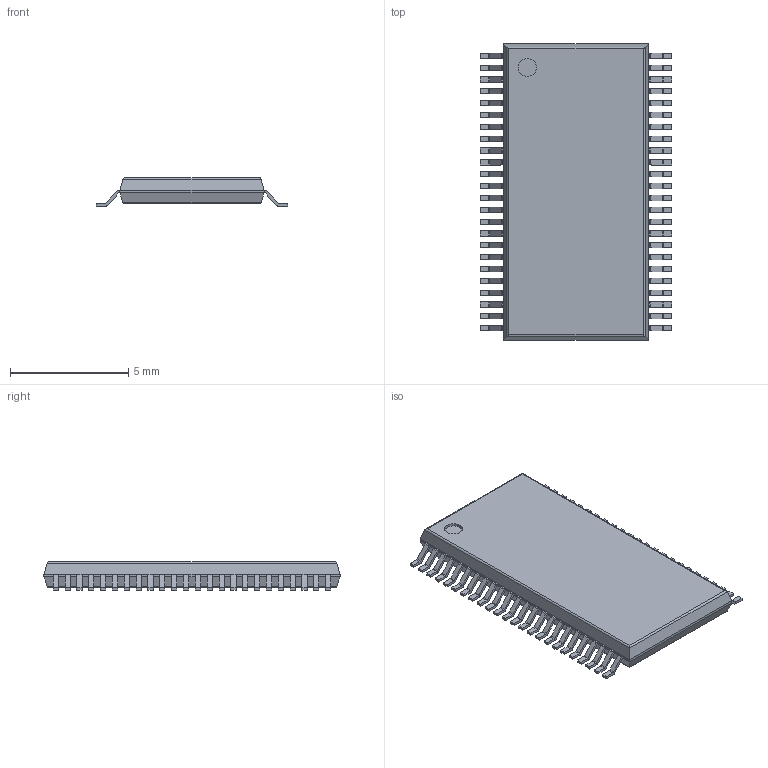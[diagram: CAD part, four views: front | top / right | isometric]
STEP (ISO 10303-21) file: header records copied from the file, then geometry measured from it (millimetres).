
FILE_DESCRIPTION(('FreeCAD Model'),'2;1');
FILE_NAME('1342478.1.1.stp','2020-08-14T05:17:18',( 'Author'),(''),'Open CASCADE STEP processor 6.9','FreeCAD','Unknown' );
FILE_SCHEMA(('AUTOMOTIVE_DESIGN { 1 0 10303 214 1 1 1 1 }'));
Length unit declared in the file: millimetre
Products named in the file (3): ASSEMBLY; Body; PinsArrayLR
Assembly tree (2 placements, depth 2):
  ASSEMBLY
    Body
    PinsArrayLR
Bounding box: 8.1 x 12.5 x 1.2 mm (x, y, z)
Volume: 82.4 mm3; surface area: 224.2 mm2
Topology: 49 solids, 49 shells, 648 faces, 1631 edges, 1082 vertices
Faces by surface type: plane 495, cylinder 153
Full cylindrical faces by diameter (mm): 0.762 x1
Entity records: 41291 total; most frequent: CARTESIAN_POINT 7718, DIRECTION 6233, LINE 4189, VECTOR 4189, ORIENTED_EDGE 3262, PCURVE 3262, DEFINITIONAL_REPRESENTATION 3262, EDGE_CURVE 1631
